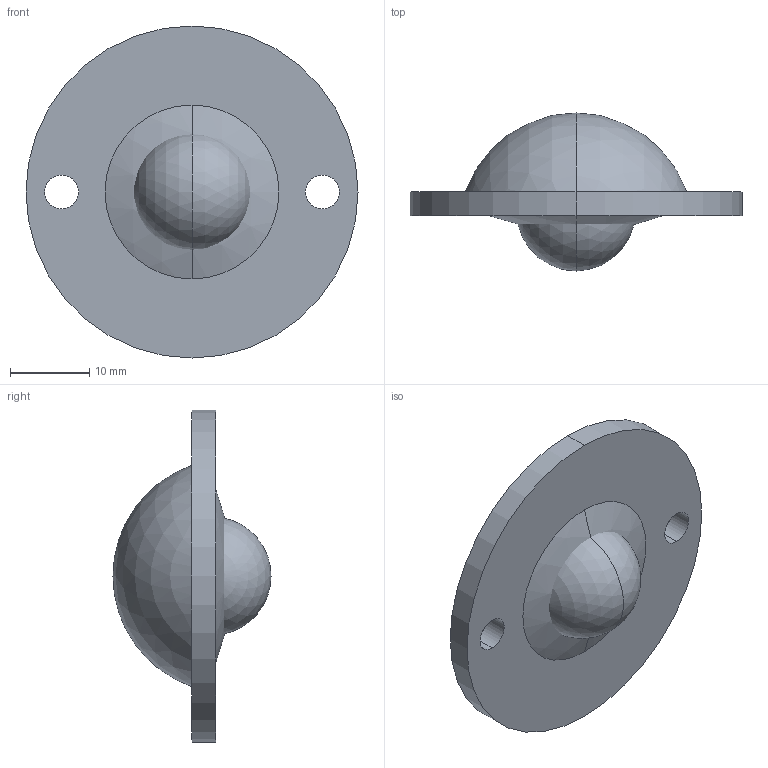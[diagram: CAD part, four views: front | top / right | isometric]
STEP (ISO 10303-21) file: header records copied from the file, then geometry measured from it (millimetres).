
FILE_DESCRIPTION (( 'STEP AP214' ), '1' );
FILE_NAME ('caster.STEP', '2022-11-02T23:39:01', ( '' ), ( '' ), 'SwSTEP 2.0', 'SolidWorks 2021', '' );
FILE_SCHEMA (( 'AUTOMOTIVE_DESIGN' ));
Length unit declared in the file: millimetre
Products named in the file (1): caster
Bounding box: 42 x 20 x 42 mm (x, y, z)
Volume: 9823 mm3; surface area: 4223.3 mm2
Topology: 2 solids, 2 shells, 14 faces, 33 edges, 23 vertices
Faces by surface type: sphere 6, cylinder 6, plane 2
Entity records: 437 total; most frequent: DIRECTION 80, CARTESIAN_POINT 63, ORIENTED_EDGE 56, AXIS2_PLACEMENT_3D 37, EDGE_CURVE 28, CIRCLE 22, EDGE_LOOP 20, VERTEX_POINT 20
